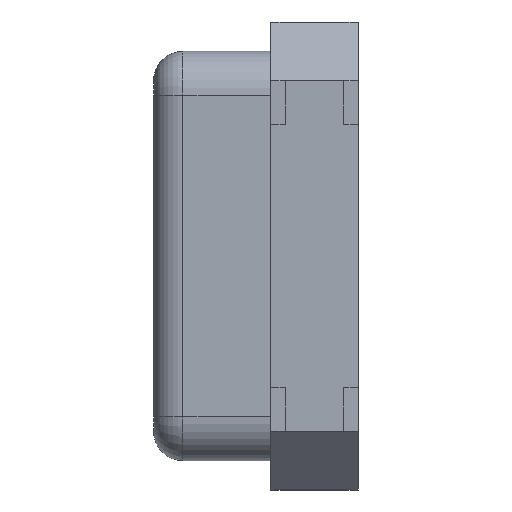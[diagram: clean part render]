
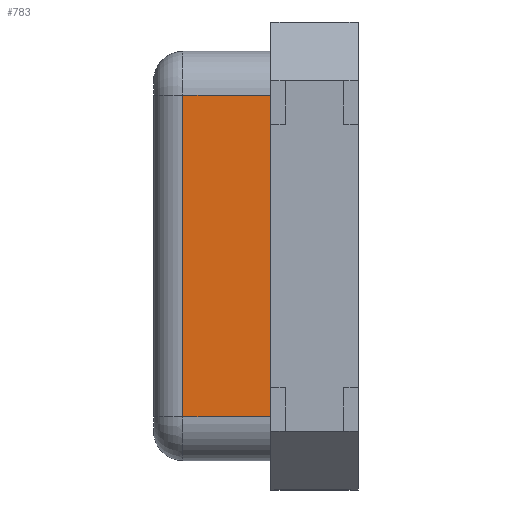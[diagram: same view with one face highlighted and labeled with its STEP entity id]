
A CAD part, left-side view. The second image highlights one B-rep face of the part: STEP entity #783.
In plain terms, the highlighted planar face has unit normal (-1, 0, 0).
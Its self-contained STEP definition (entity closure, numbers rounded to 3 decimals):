
#140 = VECTOR ( 'NONE', #2654, 1000. ) ;
#192 = VECTOR ( 'NONE', #4707, 1000. ) ;
#249 = VERTEX_POINT ( 'NONE', #3714 ) ;
#287 = CARTESIAN_POINT ( 'NONE',  ( -0.9, 3.68, 0.55 ) ) ;
#368 = DIRECTION ( 'NONE',  ( 0., 0., -1. ) ) ;
#688 = FACE_OUTER_BOUND ( 'NONE', #3984, .T. ) ;
#774 = ORIENTED_EDGE ( 'NONE', *, *, #845, .T. ) ;
#783 = ADVANCED_FACE ( 'NONE', ( #688 ), #4977, .F. ) ;
#845 = EDGE_CURVE ( 'NONE', #2910, #249, #4462, .T. ) ;
#901 = VERTEX_POINT ( 'NONE', #1518 ) ;
#1057 = VECTOR ( 'NONE', #1700, 1000. ) ;
#1083 = CARTESIAN_POINT ( 'NONE',  ( -0.9, 3.68, -0.55 ) ) ;
#1518 = CARTESIAN_POINT ( 'NONE',  ( -0.9, 0.3, -0.55 ) ) ;
#1700 = DIRECTION ( 'NONE',  ( 0., 0., 1. ) ) ;
#1759 = VERTEX_POINT ( 'NONE', #4409 ) ;
#1869 = CARTESIAN_POINT ( 'NONE',  ( -0.9, 3.68, 0.55 ) ) ;
#1985 = EDGE_CURVE ( 'NONE', #249, #901, #2804, .T. ) ;
#2065 = EDGE_CURVE ( 'NONE', #2910, #1759, #2752, .T. ) ;
#2123 = VECTOR ( 'NONE', #4541, 1000. ) ;
#2208 = CARTESIAN_POINT ( 'NONE',  ( -0.9, 0.6, 0.55 ) ) ;
#2226 = ORIENTED_EDGE ( 'NONE', *, *, #1985, .T. ) ;
#2287 = ORIENTED_EDGE ( 'NONE', *, *, #2065, .F. ) ;
#2462 = LINE ( 'NONE', #4417, #1057 ) ;
#2611 = AXIS2_PLACEMENT_3D ( 'NONE', #1869, #3454, #368 ) ;
#2654 = DIRECTION ( 'NONE',  ( 0., 0., -1. ) ) ;
#2752 = LINE ( 'NONE', #287, #192 ) ;
#2804 = LINE ( 'NONE', #1083, #2123 ) ;
#2910 = VERTEX_POINT ( 'NONE', #2208 ) ;
#3047 = CARTESIAN_POINT ( 'NONE',  ( -0.9, 0.6, -0.55 ) ) ;
#3278 = ORIENTED_EDGE ( 'NONE', *, *, #4983, .T. ) ;
#3454 = DIRECTION ( 'NONE',  ( 1., 0., 0. ) ) ;
#3714 = CARTESIAN_POINT ( 'NONE',  ( -0.9, 0.6, -0.55 ) ) ;
#3984 = EDGE_LOOP ( 'NONE', ( #2287, #774, #2226, #3278 ) ) ;
#4409 = CARTESIAN_POINT ( 'NONE',  ( -0.9, 0.3, 0.55 ) ) ;
#4417 = CARTESIAN_POINT ( 'NONE',  ( -0.9, 0.3, 0.55 ) ) ;
#4462 = LINE ( 'NONE', #3047, #140 ) ;
#4541 = DIRECTION ( 'NONE',  ( 0., -1., 0. ) ) ;
#4707 = DIRECTION ( 'NONE',  ( 0., -1., 0. ) ) ;
#4977 = PLANE ( 'NONE',  #2611 ) ;
#4983 = EDGE_CURVE ( 'NONE', #901, #1759, #2462, .T. ) ;
